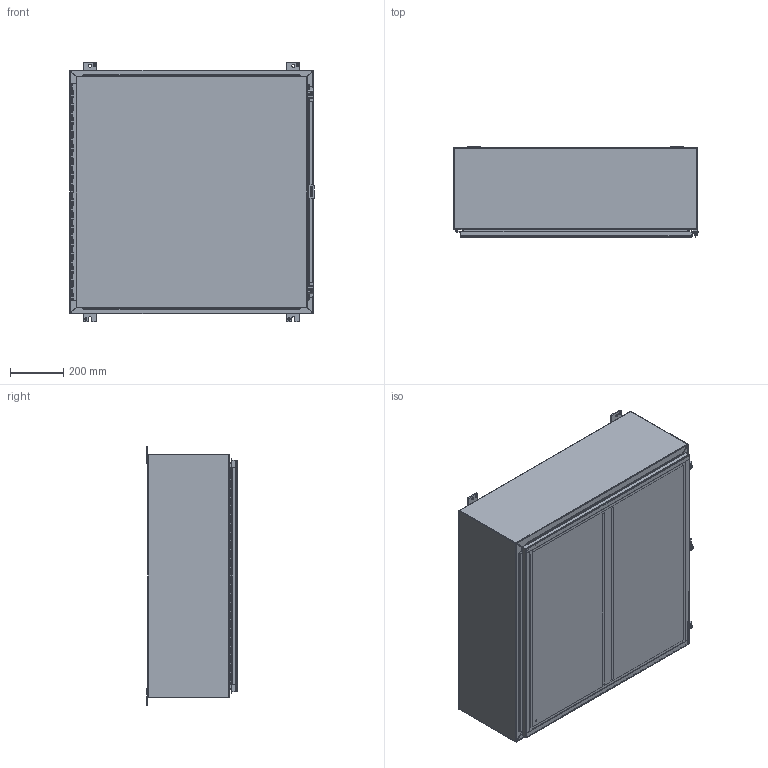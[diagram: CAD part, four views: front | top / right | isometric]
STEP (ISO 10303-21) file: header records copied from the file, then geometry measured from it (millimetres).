
FILE_DESCRIPTION (( 'STEP AP203' ), '1' );
FILE_NAME ('1418LL12_Default.step', '2019-10-31T19:36:51', ( 'ADC123' ), ( 'Microsoft' ), 'SwSTEP 2.0', 'SolidWorks 2019', '' );
FILE_SCHEMA (( 'CONFIG_CONTROL_DESIGN' ));
Length unit declared in the file: inch
Products named in the file (1): 1418LL12_Default
Bounding box: 917.58 x 341.3 x 971.55 mm (x, y, z)
Volume: 8192960.6 mm3; surface area: 8400357.3 mm2
Topology: 52 solids, 52 shells, 1493 faces, 3853 edges, 2502 vertices
Faces by surface type: plane 859, cylinder 526, bspline 90, cone 18
Entity records: 47836 total; most frequent: CARTESIAN_POINT 11031, ORIENTED_EDGE 7706, DIRECTION 7567, EDGE_CURVE 3853, VECTOR 2591, LINE 2591, VERTEX_POINT 2502, AXIS2_PLACEMENT_3D 2488
